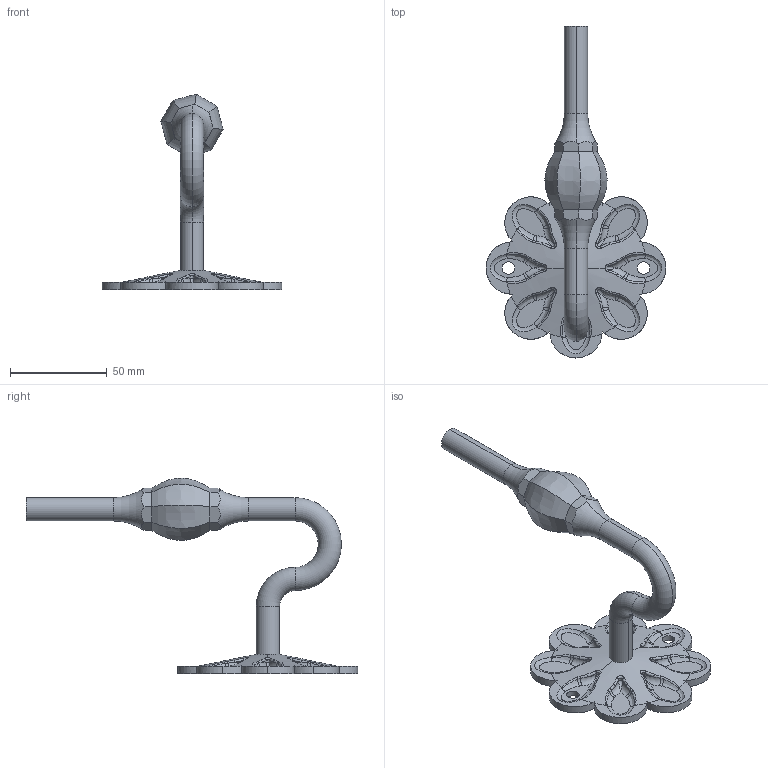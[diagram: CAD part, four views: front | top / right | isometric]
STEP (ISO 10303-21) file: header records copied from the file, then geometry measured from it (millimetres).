
FILE_DESCRIPTION (( 'STEP AP203' ), '1' );
FILE_NAME ('2505.step', '2015-09-17T14:55:49', ( '' ), ( '' ), 'SwSTEP 2.0', 'SolidWorks 2015', '' );
FILE_SCHEMA (( 'CONFIG_CONTROL_DESIGN' ));
Length unit declared in the file: millimetre
Products named in the file (1): 2505
Bounding box: 93 x 171.49 x 101.07 mm (x, y, z)
Volume: 75571.5 mm3; surface area: 25338.5 mm2
Topology: 1 solids, 1 shells, 407 faces, 1061 edges, 664 vertices
Faces by surface type: bspline 207, plane 122, cylinder 52, torus 24, cone 2
Entity records: 22278 total; most frequent: CARTESIAN_POINT 13809, ORIENTED_EDGE 2106, DIRECTION 1193, EDGE_CURVE 1053, VERTEX_POINT 664, B_SPLINE_CURVE_WITH_KNOTS 467, EDGE_LOOP 427, AXIS2_PLACEMENT_3D 414
